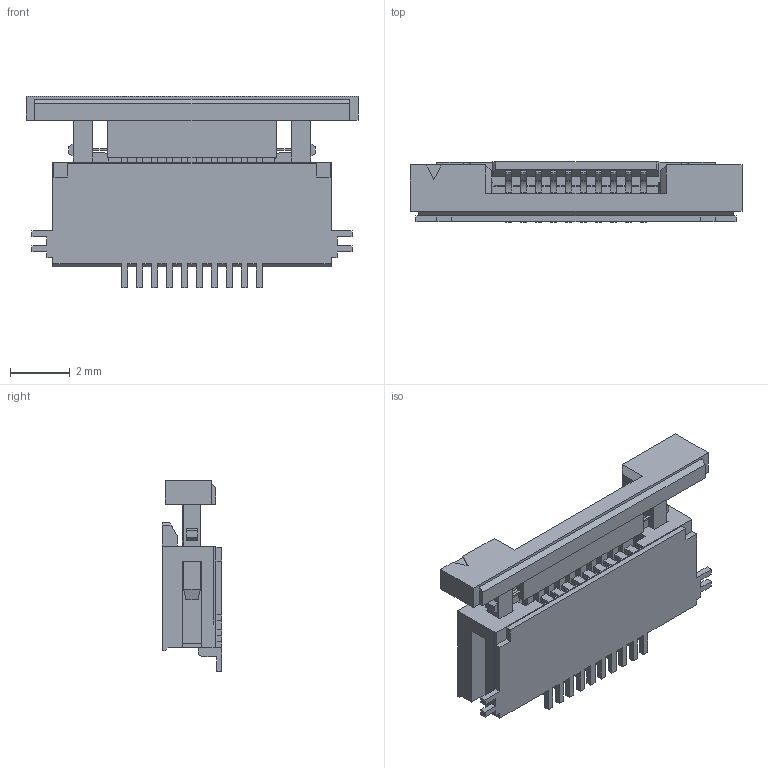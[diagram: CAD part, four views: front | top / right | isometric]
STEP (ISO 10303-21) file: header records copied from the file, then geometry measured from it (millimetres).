
FILE_DESCRIPTION(('STEP AP214'),'1');
FILE_NAME('52745-1096.stp','2018-04-23T00:58:02',('TraceParts'),('TraceParts S.A.'),'Spatial InterOp 3D',' ',' ');
FILE_SCHEMA(('automotive_design'));
Length unit declared in the file: millimetre
Products named in the file (2): 52745-1096_1; 1
Bounding box: 11.1 x 2 x 6.4 mm (x, y, z)
Volume: 59.6 mm3; surface area: 398.5 mm2
Topology: 1 solids, 1 shells, 484 faces, 1553 edges, 1090 vertices
Faces by surface type: plane 406, cylinder 78
Entity records: 16916 total; most frequent: CARTESIAN_POINT 3019, ORIENTED_EDGE 2996, DIRECTION 2685, EDGE_CURVE 1498, LINE 1393, VECTOR 1393, VERTEX_POINT 980, AXIS2_PLACEMENT_3D 646
